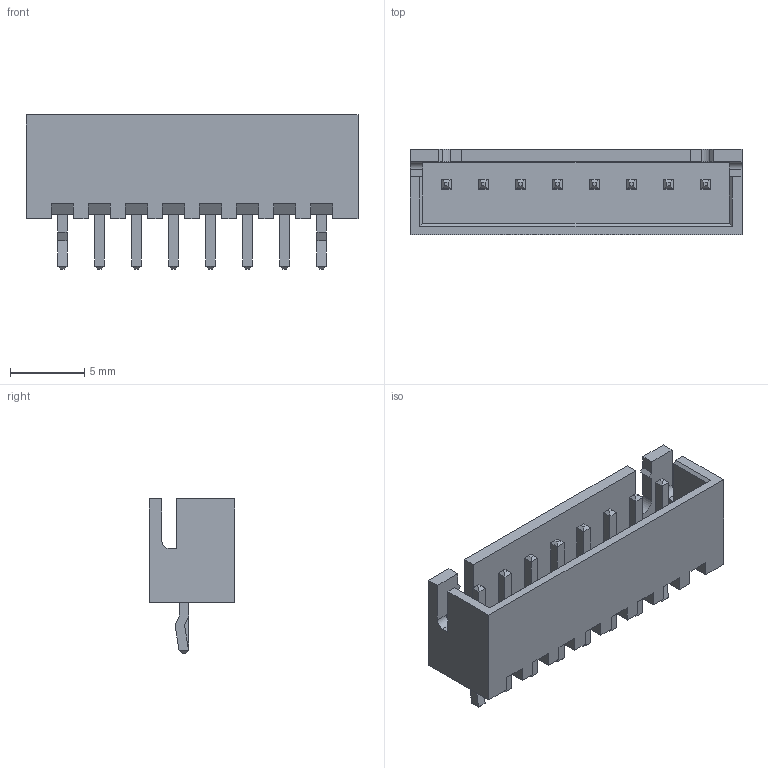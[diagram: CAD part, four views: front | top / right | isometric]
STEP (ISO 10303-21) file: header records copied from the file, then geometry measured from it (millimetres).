
FILE_DESCRIPTION(/* description */ ('model of JST_XH_B08B-XH-A_08x2.50mm_Straight.'),/* implementation_level */ FILE_NAME(/* name */ 'JST_XH_B08B-XH-A_08x2.50mm_Straight..stp',/* time_stamp */ '2017-02-23T14:29:41',/* author */ ('Rene Poeschl',''),/* organization */ (''),/* preprocessor_version */ '',/* originating_system */ '',/* authorisation */ '');
FILE_NAME(/* name */ 'JST_XH_B08B-XH-A_08x2.50mm_Straight..stp',/* time_stamp */ '2017-02-23T14:29:41',/* author */ ('Rene Poeschl',''),/* organization */ (''),/* preprocessor_version */ '',/* originating_system */ '',/* authorisation */ '');
FILE_SCHEMA(('AUTOMOTIVE_DESIGN_CC2 { 1 2 10303 214 -1 1 5 4 }'));
Length unit declared in the file: millimetre
Products named in the file (1): B08B_XH_A
Bounding box: 22.4 x 5.75 x 10.4 mm (x, y, z)
Volume: 429.5 mm3; surface area: 1090.8 mm2
Topology: 1 solids, 1 shells, 237 faces, 601 edges, 382 vertices
Faces by surface type: plane 233, cylinder 4
Entity records: 16241 total; most frequent: CARTESIAN_POINT 2600, DIRECTION 2120, LINE 1622, VECTOR 1622, ORIENTED_EDGE 1202, PCURVE 1202, DEFINITIONAL_REPRESENTATION 1202, EDGE_CURVE 601
